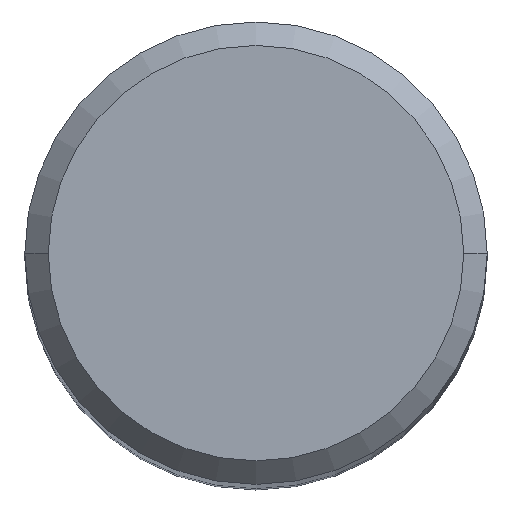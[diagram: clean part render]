
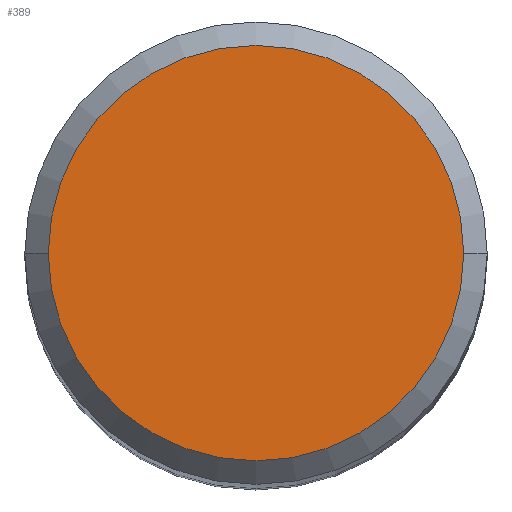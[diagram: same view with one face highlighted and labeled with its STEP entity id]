
A CAD part, top view. The second image highlights one B-rep face of the part: STEP entity #389.
In plain terms, the highlighted planar face has unit normal (0, 0, 1).
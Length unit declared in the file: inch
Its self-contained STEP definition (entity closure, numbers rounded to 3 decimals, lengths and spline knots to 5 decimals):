
#24 = DIRECTION ( 'NONE',  ( 0., 0., -1. ) ) ;
#50 = DIRECTION ( 'NONE',  ( 0., 0., 1. ) ) ;
#53 = FACE_OUTER_BOUND ( 'NONE', #66, .T. ) ;
#57 = ORIENTED_EDGE ( 'NONE', *, *, #229, .T. ) ;
#66 = EDGE_LOOP ( 'NONE', ( #171, #57 ) ) ;
#112 = AXIS2_PLACEMENT_3D ( 'NONE', #272, #50, #120 ) ;
#119 = CARTESIAN_POINT ( 'NONE',  ( 0., 0., 0. ) ) ;
#120 = DIRECTION ( 'NONE',  ( 1., 0., 0. ) ) ;
#150 = DIRECTION ( 'NONE',  ( -1., 0., 0. ) ) ;
#153 = PLANE ( 'NONE',  #341 ) ;
#169 = DIRECTION ( 'NONE',  ( 1., 0., 0. ) ) ;
#171 = ORIENTED_EDGE ( 'NONE', *, *, #234, .T. ) ;
#190 = VERTEX_POINT ( 'NONE', #227 ) ;
#206 = CIRCLE ( 'NONE', #368, 0.17685 ) ;
#210 = CARTESIAN_POINT ( 'NONE',  ( 0., 0.17685, 0. ) ) ;
#227 = CARTESIAN_POINT ( 'NONE',  ( -0.17685, 0., 0. ) ) ;
#229 = EDGE_CURVE ( 'NONE', #240, #190, #206, .T. ) ;
#234 = EDGE_CURVE ( 'NONE', #190, #240, #399, .T. ) ;
#240 = VERTEX_POINT ( 'NONE', #364 ) ;
#272 = CARTESIAN_POINT ( 'NONE',  ( 0., 0., 0. ) ) ;
#341 = AXIS2_PLACEMENT_3D ( 'NONE', #210, #24, #150 ) ;
#364 = CARTESIAN_POINT ( 'NONE',  ( 0.17685, 0., 0. ) ) ;
#368 = AXIS2_PLACEMENT_3D ( 'NONE', #119, #395, #169 ) ;
#389 = ADVANCED_FACE ( 'NONE', ( #53 ), #153, .F. ) ;
#395 = DIRECTION ( 'NONE',  ( 0., 0., 1. ) ) ;
#399 = CIRCLE ( 'NONE', #112, 0.17685 ) ;
